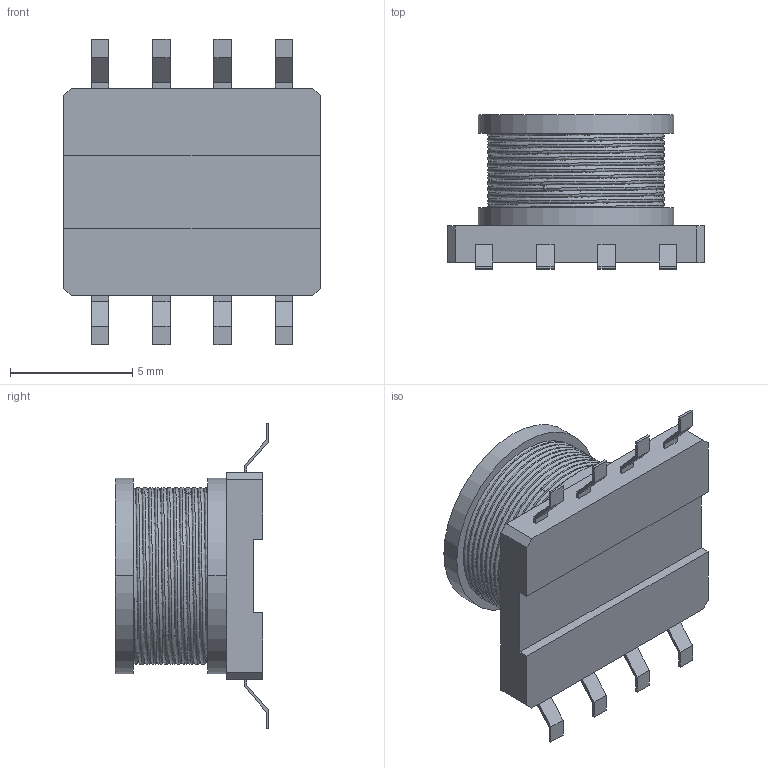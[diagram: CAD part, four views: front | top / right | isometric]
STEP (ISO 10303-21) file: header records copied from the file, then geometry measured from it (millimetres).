
FILE_DESCRIPTION((''),'2;1');
FILE_NAME('SDR0906','2012-08-31T',('ryans'),('Bourns, Inc.'),'PRO/ENGINEER BY PARAMETRIC TECHNOLOGY CORPORATION, 2010100','PRO/ENGINEER BY PARAMETRIC TECHNOLOGY CORPORATION, 2010100','');
FILE_SCHEMA(('CONFIG_CONTROL_DESIGN'));
Length unit declared in the file: millimetre
Products named in the file (1): SDR0906
Bounding box: 10.5 x 6.3 x 12.5 mm (x, y, z)
Volume: 211.3 mm3; surface area: 610.9 mm2
Topology: 1 solids, 1 shells, 101 faces, 258 edges, 170 vertices
Faces by surface type: plane 89, bspline 8, cylinder 4
Entity records: 10300 total; most frequent: CARTESIAN_POINT 7859, ORIENTED_EDGE 516, DIRECTION 434, EDGE_CURVE 258, VECTOR 232, LINE 232, VERTEX_POINT 170, EDGE_LOOP 112
